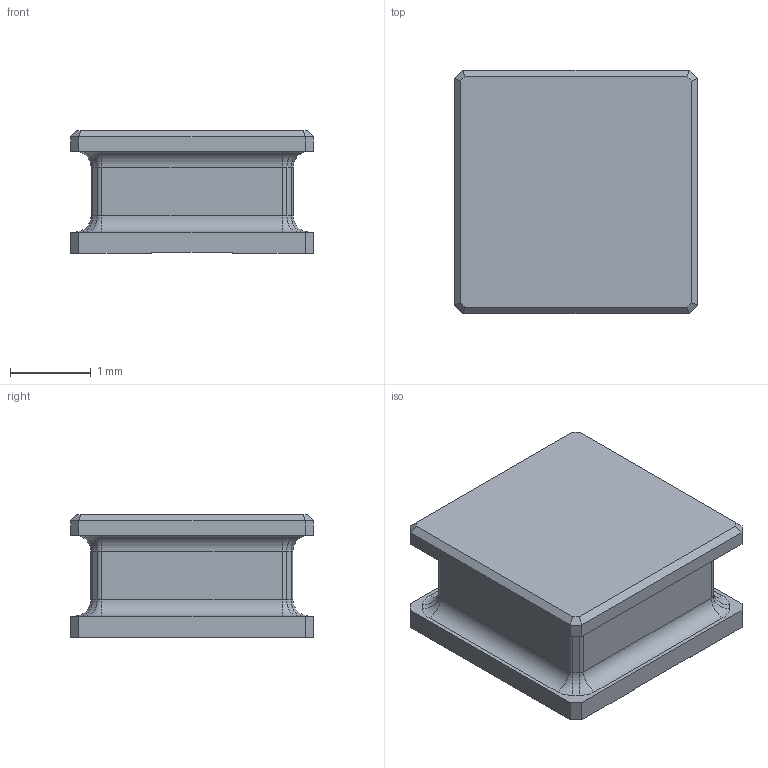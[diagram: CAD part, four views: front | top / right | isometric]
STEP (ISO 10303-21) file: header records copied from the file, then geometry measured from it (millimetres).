
FILE_DESCRIPTION(/* description */ (''),/* implementation_level */ '2;1');
FILE_NAME(/* name */ 'SRN3015 v3.step',/* time_stamp */ '2017-08-21T19:46:00+01:00',/* author */ (''),/* organization */ (''),/* preprocessor_version */ 'ST-DEVELOPER v16.13',/* originating_system */ 'Autodesk Translation Framework v6.1.1.50',/* authorisation */ '');
FILE_SCHEMA (('AUTOMOTIVE_DESIGN { 1 0 10303 214 3 1 1 }'));
Length unit declared in the file: millimetre
Products named in the file (1): SRN3015 v3
Bounding box: 3 x 3 x 1.51 mm (x, y, z)
Volume: 10.9 mm3; surface area: 37.1 mm2
Topology: 1 solids, 1 shells, 82 faces, 192 edges, 114 vertices
Faces by surface type: plane 42, cylinder 24, torus 16
Entity records: 2397 total; most frequent: DIRECTION 422, CARTESIAN_POINT 389, ORIENTED_EDGE 384, EDGE_CURVE 192, AXIS2_PLACEMENT_3D 147, LINE 128, VECTOR 128, VERTEX_POINT 114
